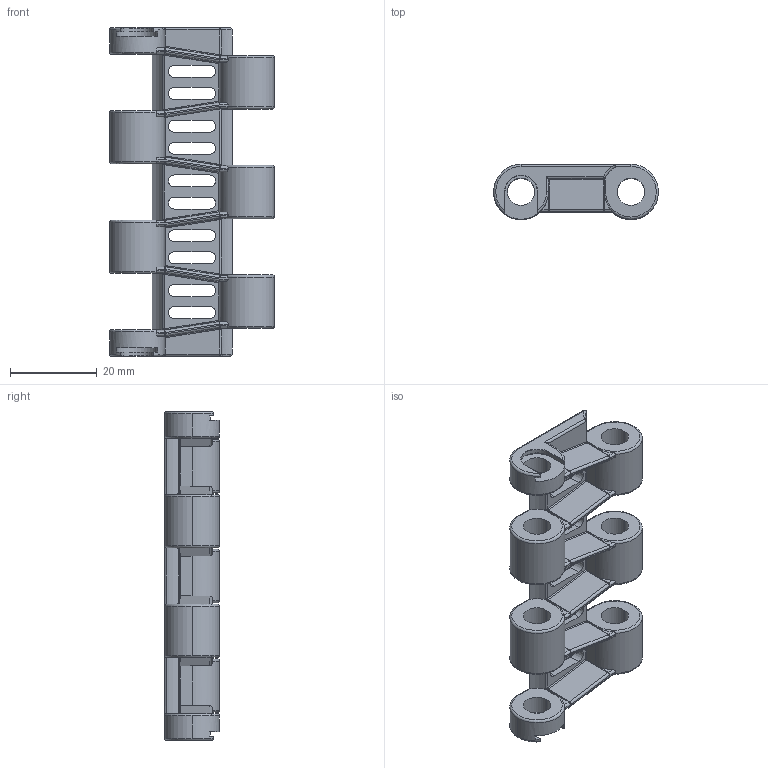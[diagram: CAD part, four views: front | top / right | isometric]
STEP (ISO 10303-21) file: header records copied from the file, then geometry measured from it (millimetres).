
FILE_DESCRIPTION (( 'STEP AP214' ), '1' );
FILE_NAME ('LF9100V03.2.STEP', '2021-03-12T07:04:34', ( '' ), ( '' ), 'SwSTEP 2.0', 'SolidWorks 2019', '' );
FILE_SCHEMA (( 'AUTOMOTIVE_DESIGN' ));
Length unit declared in the file: millimetre
Products named in the file (1): LF9100V03.2
Bounding box: 38.09 x 12.7 x 76 mm (x, y, z)
Volume: 10914.4 mm3; surface area: 9566.6 mm2
Topology: 1 solids, 1 shells, 425 faces, 1091 edges, 662 vertices
Faces by surface type: cylinder 167, plane 104, torus 81, cone 44, bspline 27, sphere 2
Entity records: 13745 total; most frequent: CARTESIAN_POINT 3748, ORIENTED_EDGE 2170, DIRECTION 2057, EDGE_CURVE 1085, AXIS2_PLACEMENT_3D 813, VERTEX_POINT 662, EDGE_LOOP 459, VECTOR 431
